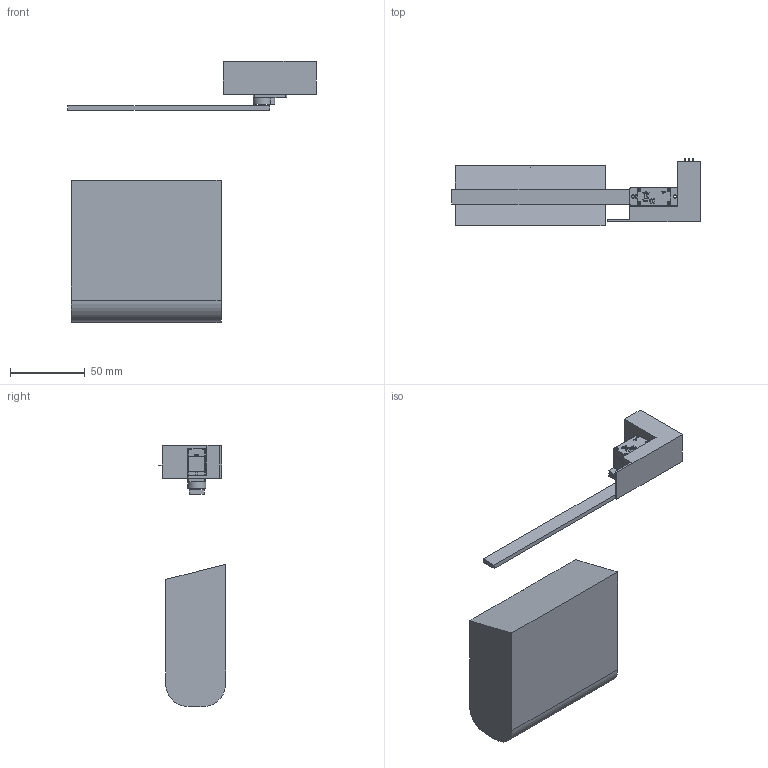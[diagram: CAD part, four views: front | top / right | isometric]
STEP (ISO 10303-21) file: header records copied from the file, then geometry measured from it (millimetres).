
FILE_DESCRIPTION(/* description */ (''),/* implementation_level */ '2;1');
FILE_NAME(/* name */ 'Bomstasjon v3.step',/* time_stamp */ '2023-06-14T13:51:46+02:00',/* author */ (''),/* organization */ (''),/* preprocessor_version */ 'ST-DEVELOPER v19.2',/* originating_system */ 'Autodesk Translation Framework v12.6.0.85',/* authorisation */ '');
FILE_SCHEMA (('AUTOMOTIVE_DESIGN { 1 0 10303 214 3 1 1 }'));
Length unit declared in the file: millimetre
Products named in the file (4): Bomstasjon; SG90 - Micro Servo 9g - Tower Pro.1; "Zumo"; tsop4838
Assembly tree (3 placements, depth 2):
  Bomstasjon
    SG90 - Micro Servo 9g - Tower Pro.1
    "Zumo"
    tsop4838
Bounding box: 166.2 x 44.92 x 174.49 mm (x, y, z)
Volume: 381303.6 mm3; surface area: 47534.6 mm2
Topology: 17 solids, 17 shells, 771 faces, 2565 edges, 1930 vertices
Faces by surface type: plane 520, cylinder 182, torus 26, bspline 25, sphere 17, cone 1
Full cylindrical faces by diameter (mm): 0.2 x1, 0.5 x1, 1 x3, 1.6 x2, 1.8 x4, 2 x6, 2.5 x1, 4.8 x1, 5 x1
Entity records: 43723 total; most frequent: CARTESIAN_POINT 21295, ORIENTED_EDGE 5106, DIRECTION 3911, EDGE_CURVE 2553, VERTEX_POINT 1930, LINE 1523, VECTOR 1523, AXIS2_PLACEMENT_3D 1194
